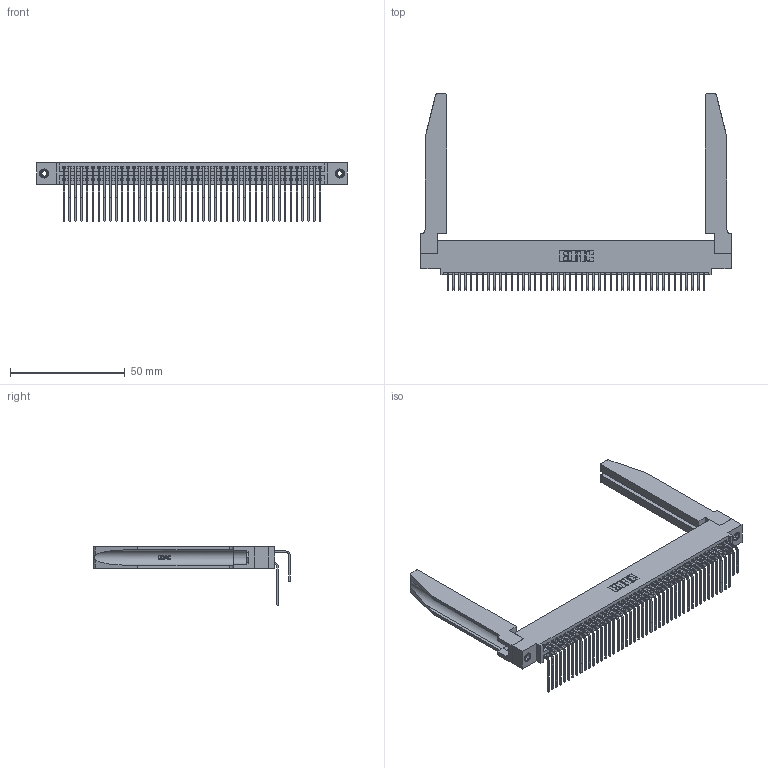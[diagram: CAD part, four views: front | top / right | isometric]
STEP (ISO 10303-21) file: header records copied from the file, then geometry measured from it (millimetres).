
FILE_DESCRIPTION (( 'STEP AP203' ), '1' );
FILE_NAME ('395-090-558-578.STEP', '2019-10-25T17:50:05', ( '' ), ( '' ), 'SwSTEP 2.0', 'SolidWorks 2016', '' );
FILE_SCHEMA (( 'CONFIG_CONTROL_DESIGN' ));
Length unit declared in the file: inch
Products named in the file (6): 345-292-001_558 559 Tail - 1; 345-292-001_558 Tail - 2; 345-250-001_345-250-001-102; 345-220-078_345-220-078; 395-090-558-578; 345 Part_0.110 Offset - 0.156 Dia-TH
Assembly tree (95 placements, depth 2):
  395-090-558-578
    345 Part_0.110 Offset - 0.156 Dia-TH
    345-292-001_558 559 Tail - 1  x45
    345-292-001_558 Tail - 2  x45
    345-250-001_345-250-001-102  x2
    345-220-078_345-220-078  x2
Bounding box: 135.53 x 85.59 x 25.53 mm (x, y, z)
Volume: 21410 mm3; surface area: 29592.4 mm2
Topology: 95 solids, 95 shells, 5044 faces, 14911 edges, 9810 vertices
Faces by surface type: plane 3376, cylinder 1616, bspline 36, cone 12, torus 4
Entity records: 41428 total; most frequent: CARTESIAN_POINT 7906, ORIENTED_EDGE 6686, DIRECTION 5933, EDGE_CURVE 3343, LINE 2897, VECTOR 2897, VERTEX_POINT 2220, AXIS2_PLACEMENT_3D 1518
